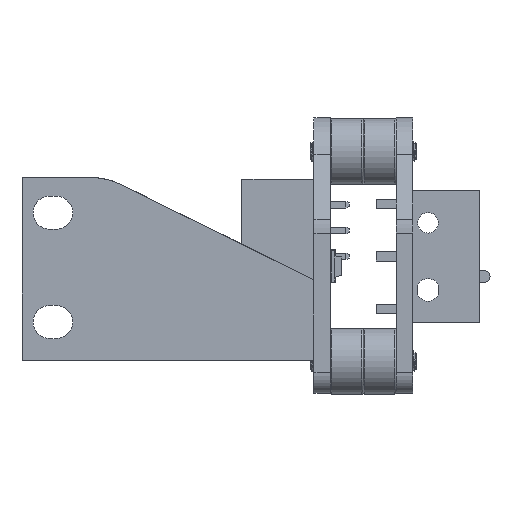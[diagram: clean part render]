
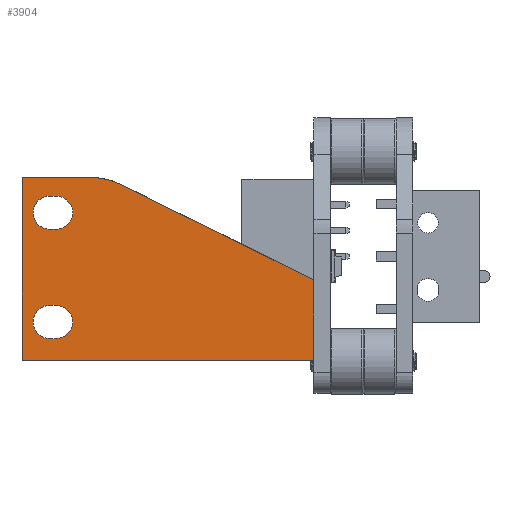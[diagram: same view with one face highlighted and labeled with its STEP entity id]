
A CAD part, left-side view. The second image highlights one B-rep face of the part: STEP entity #3904.
In plain terms, the highlighted planar face has unit normal (-1, 0, 0).
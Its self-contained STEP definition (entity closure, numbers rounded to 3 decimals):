
#1520=FACE_BOUND('',#6367,.T.);
#1521=FACE_BOUND('',#6368,.T.);
#1522=FACE_BOUND('',#6369,.T.);
#2853=CIRCLE('',#20155,0.256);
#2854=CIRCLE('',#20156,0.063);
#2855=CIRCLE('',#20157,0.063);
#2856=CIRCLE('',#20158,0.063);
#2857=CIRCLE('',#20159,0.063);
#3904=ADVANCED_FACE('',(#1520,#1521,#1522),#4296,.T.);
#4296=PLANE('',#20160);
#6367=EDGE_LOOP('',(#11187,#11188,#11189,#11190,#11191,#11192));
#6368=EDGE_LOOP('',(#11193,#11194,#11195,#11196));
#6369=EDGE_LOOP('',(#11197,#11198,#11199,#11200));
#11187=ORIENTED_EDGE('',*,*,#15766,.F.);
#11188=ORIENTED_EDGE('',*,*,#15732,.T.);
#11189=ORIENTED_EDGE('',*,*,#15761,.T.);
#11190=ORIENTED_EDGE('',*,*,#15767,.T.);
#11191=ORIENTED_EDGE('',*,*,#15768,.T.);
#11192=ORIENTED_EDGE('',*,*,#15769,.F.);
#11193=ORIENTED_EDGE('',*,*,#15770,.T.);
#11194=ORIENTED_EDGE('',*,*,#15771,.T.);
#11195=ORIENTED_EDGE('',*,*,#15772,.T.);
#11196=ORIENTED_EDGE('',*,*,#15773,.T.);
#11197=ORIENTED_EDGE('',*,*,#15774,.T.);
#11198=ORIENTED_EDGE('',*,*,#15775,.T.);
#11199=ORIENTED_EDGE('',*,*,#15776,.T.);
#11200=ORIENTED_EDGE('',*,*,#15777,.T.);
#13229=VERTEX_POINT('',#49961);
#13230=VERTEX_POINT('',#49962);
#13248=VERTEX_POINT('',#50064);
#13252=VERTEX_POINT('',#50082);
#13253=VERTEX_POINT('',#50084);
#13254=VERTEX_POINT('',#50086);
#13255=VERTEX_POINT('',#50089);
#13256=VERTEX_POINT('',#50090);
#13257=VERTEX_POINT('',#50092);
#13258=VERTEX_POINT('',#50094);
#13259=VERTEX_POINT('',#50097);
#13260=VERTEX_POINT('',#50098);
#13261=VERTEX_POINT('',#50100);
#13262=VERTEX_POINT('',#50102);
#15732=EDGE_CURVE('',#13229,#13230,#17128,.T.);
#15761=EDGE_CURVE('',#13230,#13248,#17138,.T.);
#15766=EDGE_CURVE('',#13229,#13252,#17141,.T.);
#15767=EDGE_CURVE('',#13248,#13253,#2853,.T.);
#15768=EDGE_CURVE('',#13253,#13254,#17142,.T.);
#15769=EDGE_CURVE('',#13252,#13254,#17143,.T.);
#15770=EDGE_CURVE('',#13255,#13256,#2854,.T.);
#15771=EDGE_CURVE('',#13256,#13257,#17144,.T.);
#15772=EDGE_CURVE('',#13257,#13258,#2855,.T.);
#15773=EDGE_CURVE('',#13258,#13255,#17145,.T.);
#15774=EDGE_CURVE('',#13259,#13260,#2856,.T.);
#15775=EDGE_CURVE('',#13260,#13261,#17146,.T.);
#15776=EDGE_CURVE('',#13261,#13262,#2857,.T.);
#15777=EDGE_CURVE('',#13262,#13259,#17147,.T.);
#17128=LINE('',#49960,#18331);
#17138=LINE('',#50065,#18341);
#17141=LINE('',#50081,#18344);
#17142=LINE('',#50085,#18345);
#17143=LINE('',#50087,#18346);
#17144=LINE('',#50091,#18347);
#17145=LINE('',#50095,#18348);
#17146=LINE('',#50099,#18349);
#17147=LINE('',#50103,#18350);
#18331=VECTOR('',#24898,1.);
#18341=VECTOR('',#24950,1.);
#18344=VECTOR('',#24957,1.);
#18345=VECTOR('',#24960,1.);
#18346=VECTOR('',#24961,1.);
#18347=VECTOR('',#24964,1.);
#18348=VECTOR('',#24967,1.);
#18349=VECTOR('',#24970,1.);
#18350=VECTOR('',#24973,1.);
#20155=AXIS2_PLACEMENT_3D('',#50083,#24958,#24959);
#20156=AXIS2_PLACEMENT_3D('',#50088,#24962,#24963);
#20157=AXIS2_PLACEMENT_3D('',#50093,#24965,#24966);
#20158=AXIS2_PLACEMENT_3D('',#50096,#24968,#24969);
#20159=AXIS2_PLACEMENT_3D('',#50101,#24971,#24972);
#20160=AXIS2_PLACEMENT_3D('',#50104,#24974,#24975);
#24898=DIRECTION('',(0.,0.,1.));
#24950=DIRECTION('',(0.,0.897,0.443));
#24957=DIRECTION('',(0.,1.,0.));
#24958=DIRECTION('',(-1.,0.,0.));
#24959=DIRECTION('',(0.,0.,1.));
#24960=DIRECTION('',(0.,1.,0.));
#24961=DIRECTION('',(0.,0.,1.));
#24962=DIRECTION('',(1.,0.,0.));
#24963=DIRECTION('',(0.,0.,-1.));
#24964=DIRECTION('',(0.,-1.,0.));
#24965=DIRECTION('',(1.,0.,0.));
#24966=DIRECTION('',(0.,0.,-1.));
#24967=DIRECTION('',(0.,1.,0.));
#24968=DIRECTION('',(1.,0.,0.));
#24969=DIRECTION('',(0.,0.,-1.));
#24970=DIRECTION('',(0.,-1.,0.));
#24971=DIRECTION('',(1.,0.,0.));
#24972=DIRECTION('',(0.,0.,-1.));
#24973=DIRECTION('',(0.,1.,0.));
#24974=DIRECTION('',(-1.,0.,0.));
#24975=DIRECTION('',(0.,0.,-1.));
#49960=CARTESIAN_POINT('',(-1.264,-1.845,3.931));
#49961=CARTESIAN_POINT('',(-1.264,-1.845,3.576));
#49962=CARTESIAN_POINT('',(-1.264,-1.845,3.883));
#50064=CARTESIAN_POINT('',(-1.264,-1.108,4.247));
#50065=CARTESIAN_POINT('',(-1.264,-1.441,4.083));
#50081=CARTESIAN_POINT('',(-1.264,-1.366,3.576));
#50082=CARTESIAN_POINT('',(-1.264,-0.732,3.576));
#50083=CARTESIAN_POINT('',(-1.264,-0.995,4.017));
#50084=CARTESIAN_POINT('',(-1.264,-0.995,4.273));
#50085=CARTESIAN_POINT('',(-1.264,-12.062,4.273));
#50086=CARTESIAN_POINT('',(-1.264,-0.732,4.273));
#50087=CARTESIAN_POINT('',(-1.264,-0.732,3.931));
#50088=CARTESIAN_POINT('',(-1.264,-0.837,3.722));
#50089=CARTESIAN_POINT('',(-1.264,-0.837,3.659));
#50090=CARTESIAN_POINT('',(-1.264,-0.837,3.785));
#50091=CARTESIAN_POINT('',(-1.264,-1.19,3.785));
#50092=CARTESIAN_POINT('',(-1.264,-0.863,3.785));
#50093=CARTESIAN_POINT('',(-1.264,-0.863,3.722));
#50094=CARTESIAN_POINT('',(-1.264,-0.863,3.659));
#50095=CARTESIAN_POINT('',(-1.264,-1.19,3.659));
#50096=CARTESIAN_POINT('',(-1.264,-0.837,4.139));
#50097=CARTESIAN_POINT('',(-1.264,-0.837,4.076));
#50098=CARTESIAN_POINT('',(-1.264,-0.837,4.202));
#50099=CARTESIAN_POINT('',(-1.264,-1.19,4.202));
#50100=CARTESIAN_POINT('',(-1.264,-0.863,4.202));
#50101=CARTESIAN_POINT('',(-1.264,-0.863,4.139));
#50102=CARTESIAN_POINT('',(-1.264,-0.863,4.076));
#50103=CARTESIAN_POINT('',(-1.264,-1.19,4.076));
#50104=CARTESIAN_POINT('',(-1.264,-1.366,3.931));
